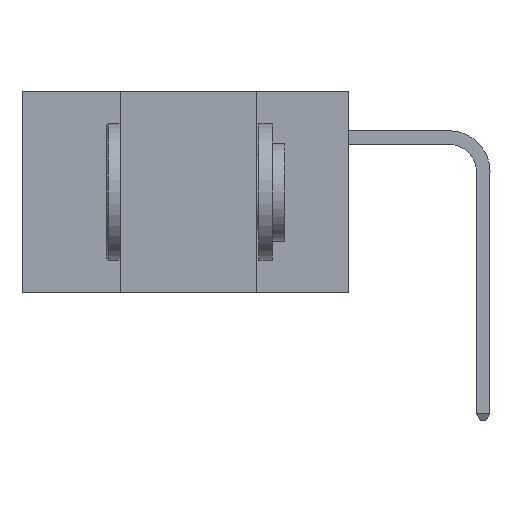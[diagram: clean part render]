
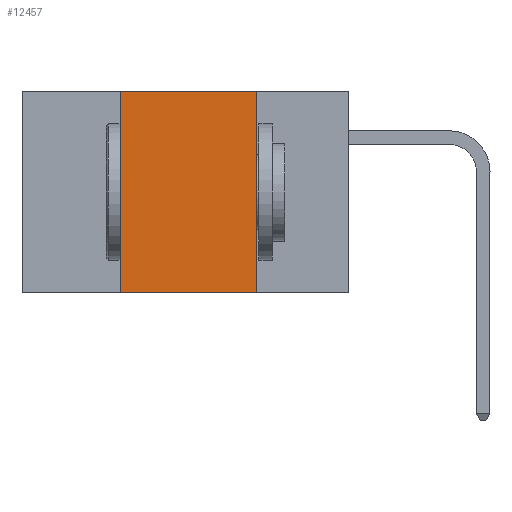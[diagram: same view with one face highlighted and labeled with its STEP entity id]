
A CAD part, left-side view. The second image highlights one B-rep face of the part: STEP entity #12457.
In plain terms, the highlighted planar face has unit normal (-1, 0, 0).
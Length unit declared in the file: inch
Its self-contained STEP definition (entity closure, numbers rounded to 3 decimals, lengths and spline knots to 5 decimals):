
#162 = VECTOR ( 'NONE', #13900, 39.37008 ) ;
#1915 = ORIENTED_EDGE ( 'NONE', *, *, #17031, .F. ) ;
#2051 = VERTEX_POINT ( 'NONE', #8507 ) ;
#2772 = CARTESIAN_POINT ( 'NONE',  ( 0., 0.17, 0. ) ) ;
#3795 = VECTOR ( 'NONE', #5894, 39.37008 ) ;
#4168 = DIRECTION ( 'NONE',  ( 0., 0., -1. ) ) ;
#5457 = CARTESIAN_POINT ( 'NONE',  ( 0., 0.42, 0. ) ) ;
#5676 = EDGE_CURVE ( 'NONE', #16424, #2051, #11701, .T. ) ;
#5894 = DIRECTION ( 'NONE',  ( 0., -1., 0. ) ) ;
#6295 = VECTOR ( 'NONE', #4168, 39.37008 ) ;
#6522 = LINE ( 'NONE', #13524, #13609 ) ;
#6612 = EDGE_CURVE ( 'NONE', #7701, #16424, #15177, .T. ) ;
#6731 = CARTESIAN_POINT ( 'NONE',  ( 0., 0.6, 0. ) ) ;
#6899 = ORIENTED_EDGE ( 'NONE', *, *, #5676, .F. ) ;
#7410 = VERTEX_POINT ( 'NONE', #17019 ) ;
#7701 = VERTEX_POINT ( 'NONE', #8844 ) ;
#7729 = EDGE_LOOP ( 'NONE', ( #1915, #6899, #17964, #15111 ) ) ;
#8137 = DIRECTION ( 'NONE',  ( 0., 0., -1. ) ) ;
#8507 = CARTESIAN_POINT ( 'NONE',  ( 0., 0.17, 0. ) ) ;
#8631 = CARTESIAN_POINT ( 'NONE',  ( 0., 0.6, 0. ) ) ;
#8844 = CARTESIAN_POINT ( 'NONE',  ( 0., 0.42, -0.37 ) ) ;
#10510 = LINE ( 'NONE', #2772, #6295 ) ;
#11321 = CARTESIAN_POINT ( 'NONE',  ( 0., 0.42, 0. ) ) ;
#11701 = LINE ( 'NONE', #8631, #3795 ) ;
#12457 = ADVANCED_FACE ( 'NONE', ( #14381 ), #15219, .F. ) ;
#13524 = CARTESIAN_POINT ( 'NONE',  ( 0., 0.6, -0.37 ) ) ;
#13609 = VECTOR ( 'NONE', #14939, 39.37008 ) ;
#13900 = DIRECTION ( 'NONE',  ( 0., 0., 1. ) ) ;
#14381 = FACE_OUTER_BOUND ( 'NONE', #7729, .T. ) ;
#14862 = AXIS2_PLACEMENT_3D ( 'NONE', #6731, #16650, #8137 ) ;
#14939 = DIRECTION ( 'NONE',  ( 0., -1., 0. ) ) ;
#15111 = ORIENTED_EDGE ( 'NONE', *, *, #16806, .T. ) ;
#15177 = LINE ( 'NONE', #5457, #162 ) ;
#15219 = PLANE ( 'NONE',  #14862 ) ;
#16424 = VERTEX_POINT ( 'NONE', #11321 ) ;
#16650 = DIRECTION ( 'NONE',  ( 1., 0., 0. ) ) ;
#16806 = EDGE_CURVE ( 'NONE', #7701, #7410, #6522, .T. ) ;
#17019 = CARTESIAN_POINT ( 'NONE',  ( 0., 0.17, -0.37 ) ) ;
#17031 = EDGE_CURVE ( 'NONE', #2051, #7410, #10510, .T. ) ;
#17964 = ORIENTED_EDGE ( 'NONE', *, *, #6612, .F. ) ;
